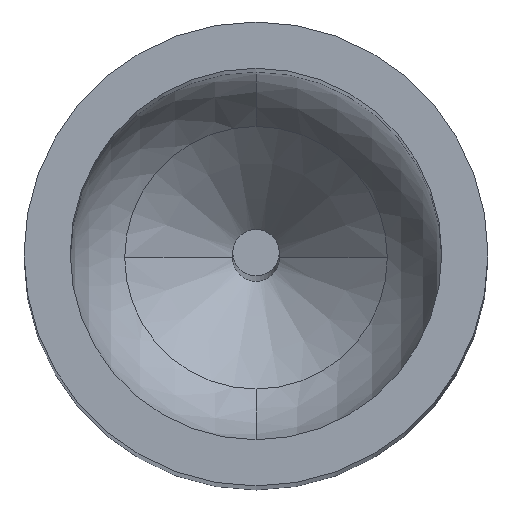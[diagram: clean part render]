
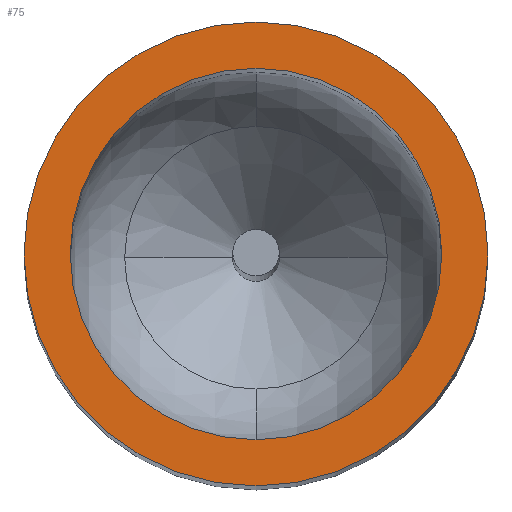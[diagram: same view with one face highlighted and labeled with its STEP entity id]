
A CAD part, top view. The second image highlights one B-rep face of the part: STEP entity #75.
In plain terms, the highlighted planar face has unit normal (0, 0, 1).
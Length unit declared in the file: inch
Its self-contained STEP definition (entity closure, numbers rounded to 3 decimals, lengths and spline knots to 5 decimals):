
#15 = CARTESIAN_POINT ( 'NONE',  ( -1.68536, 0.54347, 0.6461 ) ) ;
#18 = EDGE_CURVE ( 'NONE', #338, #156, #184, .T. ) ;
#35 = ORIENTED_EDGE ( 'NONE', *, *, #66, .T. ) ;
#50 = ORIENTED_EDGE ( 'NONE', *, *, #18, .T. ) ;
#55 = DIRECTION ( 'NONE',  ( 0., 0., -1. ) ) ;
#66 = EDGE_CURVE ( 'NONE', #156, #338, #129, .T. ) ;
#75 = ADVANCED_FACE ( 'NONE', ( #502, #182 ), #443, .T. ) ;
#81 = AXIS2_PLACEMENT_3D ( 'NONE', #316, #552, #455 ) ;
#89 = DIRECTION ( 'NONE',  ( 0., 0., 1. ) ) ;
#111 = EDGE_CURVE ( 'NONE', #542, #139, #199, .T. ) ;
#122 = DIRECTION ( 'NONE',  ( -1., 0., 0. ) ) ;
#129 = CIRCLE ( 'NONE', #395, 0.01969 ) ;
#135 = ORIENTED_EDGE ( 'NONE', *, *, #111, .T. ) ;
#139 = VERTEX_POINT ( 'NONE', #150 ) ;
#147 = EDGE_LOOP ( 'NONE', ( #35, #50 ) ) ;
#150 = CARTESIAN_POINT ( 'NONE',  ( -1.70995, 0.54347, 0.6461 ) ) ;
#156 = VERTEX_POINT ( 'NONE', #556 ) ;
#182 = FACE_OUTER_BOUND ( 'NONE', #322, .T. ) ;
#184 = CIRCLE ( 'NONE', #470, 0.01969 ) ;
#199 = CIRCLE ( 'NONE', #283, 0.02459 ) ;
#237 = CIRCLE ( 'NONE', #81, 0.02459 ) ;
#240 = DIRECTION ( 'NONE',  ( -1., 0., 0. ) ) ;
#267 = DIRECTION ( 'NONE',  ( 1., 0., 0. ) ) ;
#282 = EDGE_CURVE ( 'NONE', #139, #542, #237, .T. ) ;
#283 = AXIS2_PLACEMENT_3D ( 'NONE', #378, #89, #267 ) ;
#312 = DIRECTION ( 'NONE',  ( 0., 0., -1. ) ) ;
#316 = CARTESIAN_POINT ( 'NONE',  ( -1.68536, 0.54347, 0.6461 ) ) ;
#322 = EDGE_LOOP ( 'NONE', ( #135, #402 ) ) ;
#338 = VERTEX_POINT ( 'NONE', #524 ) ;
#378 = CARTESIAN_POINT ( 'NONE',  ( -1.68536, 0.54347, 0.6461 ) ) ;
#395 = AXIS2_PLACEMENT_3D ( 'NONE', #15, #312, #240 ) ;
#402 = ORIENTED_EDGE ( 'NONE', *, *, #282, .T. ) ;
#411 = DIRECTION ( 'NONE',  ( 1., 0., 0. ) ) ;
#412 = AXIS2_PLACEMENT_3D ( 'NONE', #414, #490, #411 ) ;
#414 = CARTESIAN_POINT ( 'NONE',  ( -1.68536, 0.54347, 0.6461 ) ) ;
#443 = PLANE ( 'NONE',  #412 ) ;
#455 = DIRECTION ( 'NONE',  ( 1., 0., 0. ) ) ;
#470 = AXIS2_PLACEMENT_3D ( 'NONE', #545, #55, #122 ) ;
#490 = DIRECTION ( 'NONE',  ( 0., 0., 1. ) ) ;
#502 = FACE_BOUND ( 'NONE', #147, .T. ) ;
#510 = CARTESIAN_POINT ( 'NONE',  ( -1.66077, 0.54347, 0.6461 ) ) ;
#524 = CARTESIAN_POINT ( 'NONE',  ( -1.66568, 0.54347, 0.6461 ) ) ;
#542 = VERTEX_POINT ( 'NONE', #510 ) ;
#545 = CARTESIAN_POINT ( 'NONE',  ( -1.68536, 0.54347, 0.6461 ) ) ;
#552 = DIRECTION ( 'NONE',  ( 0., 0., 1. ) ) ;
#556 = CARTESIAN_POINT ( 'NONE',  ( -1.70505, 0.54347, 0.6461 ) ) ;
